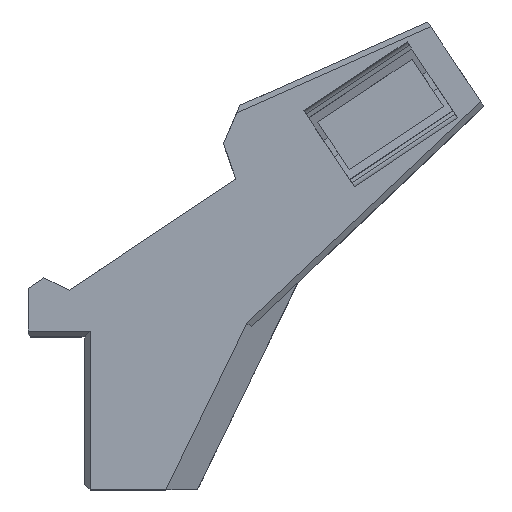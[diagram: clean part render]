
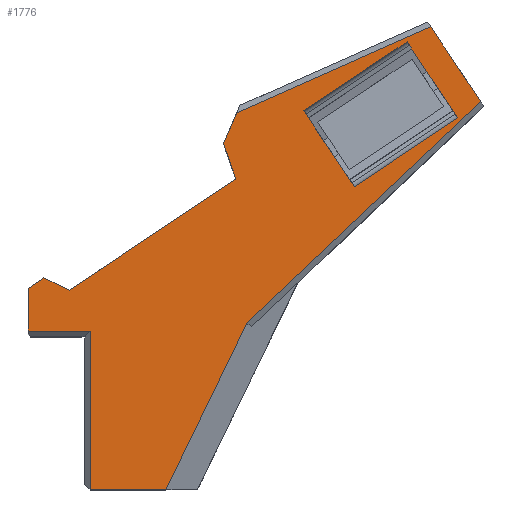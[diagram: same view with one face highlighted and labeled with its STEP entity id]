
A CAD part, top view. The second image highlights one B-rep face of the part: STEP entity #1776.
In plain terms, the highlighted planar face has unit normal (0, 0, 1).
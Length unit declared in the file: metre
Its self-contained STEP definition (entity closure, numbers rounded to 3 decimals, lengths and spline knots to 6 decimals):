
#91=ORIENTED_EDGE('',*,*,#587,.T.);
#92=ORIENTED_EDGE('',*,*,#588,.T.);
#93=ORIENTED_EDGE('',*,*,#589,.F.);
#94=ORIENTED_EDGE('',*,*,#590,.F.);
#95=ORIENTED_EDGE('',*,*,#591,.T.);
#96=ORIENTED_EDGE('',*,*,#592,.F.);
#97=ORIENTED_EDGE('',*,*,#593,.F.);
#98=ORIENTED_EDGE('',*,*,#594,.T.);
#99=ORIENTED_EDGE('',*,*,#595,.F.);
#100=ORIENTED_EDGE('',*,*,#596,.F.);
#101=ORIENTED_EDGE('',*,*,#597,.F.);
#102=ORIENTED_EDGE('',*,*,#598,.T.);
#103=ORIENTED_EDGE('',*,*,#599,.F.);
#104=ORIENTED_EDGE('',*,*,#600,.T.);
#105=ORIENTED_EDGE('',*,*,#601,.T.);
#106=ORIENTED_EDGE('',*,*,#602,.F.);
#107=ORIENTED_EDGE('',*,*,#603,.F.);
#587=EDGE_CURVE('',#835,#836,#1008,.T.);
#588=EDGE_CURVE('',#836,#837,#1009,.T.);
#589=EDGE_CURVE('',#838,#837,#1010,.T.);
#590=EDGE_CURVE('',#835,#838,#1011,.T.);
#591=EDGE_CURVE('',#839,#840,#1012,.T.);
#592=EDGE_CURVE('',#841,#840,#1013,.T.);
#593=EDGE_CURVE('',#842,#841,#1014,.T.);
#594=EDGE_CURVE('',#842,#843,#1015,.T.);
#595=EDGE_CURVE('',#844,#843,#1016,.T.);
#596=EDGE_CURVE('',#845,#844,#1017,.T.);
#597=EDGE_CURVE('',#846,#845,#1018,.F.);
#598=EDGE_CURVE('',#846,#847,#1019,.T.);
#599=EDGE_CURVE('',#848,#847,#1020,.F.);
#600=EDGE_CURVE('',#848,#849,#1021,.T.);
#601=EDGE_CURVE('',#849,#850,#1022,.T.);
#602=EDGE_CURVE('',#851,#850,#1023,.T.);
#603=EDGE_CURVE('',#839,#851,#1024,.T.);
#835=VERTEX_POINT('',#2552);
#836=VERTEX_POINT('',#2553);
#837=VERTEX_POINT('',#2555);
#838=VERTEX_POINT('',#2557);
#839=VERTEX_POINT('',#2560);
#840=VERTEX_POINT('',#2561);
#841=VERTEX_POINT('',#2563);
#842=VERTEX_POINT('',#2565);
#843=VERTEX_POINT('',#2567);
#844=VERTEX_POINT('',#2569);
#845=VERTEX_POINT('',#2571);
#846=VERTEX_POINT('',#2573);
#847=VERTEX_POINT('',#2575);
#848=VERTEX_POINT('',#2577);
#849=VERTEX_POINT('',#2579);
#850=VERTEX_POINT('',#2581);
#851=VERTEX_POINT('',#2583);
#1008=LINE('',#2551,#1220);
#1009=LINE('',#2554,#1221);
#1010=LINE('',#2556,#1222);
#1011=LINE('',#2558,#1223);
#1012=LINE('',#2559,#1224);
#1013=LINE('',#2562,#1225);
#1014=LINE('',#2564,#1226);
#1015=LINE('',#2566,#1227);
#1016=LINE('',#2568,#1228);
#1017=LINE('',#2570,#1229);
#1018=LINE('',#2572,#1230);
#1019=LINE('',#2574,#1231);
#1020=LINE('',#2576,#1232);
#1021=LINE('',#2578,#1233);
#1022=LINE('',#2580,#1234);
#1023=LINE('',#2582,#1235);
#1024=LINE('',#2584,#1236);
#1220=VECTOR('',#2049,1.);
#1221=VECTOR('',#2050,1.);
#1222=VECTOR('',#2051,1.);
#1223=VECTOR('',#2052,1.);
#1224=VECTOR('',#2053,1.);
#1225=VECTOR('',#2054,1.);
#1226=VECTOR('',#2055,1.);
#1227=VECTOR('',#2056,1.);
#1228=VECTOR('',#2057,1.);
#1229=VECTOR('',#2058,1.);
#1230=VECTOR('',#2059,1.);
#1231=VECTOR('',#2060,1.);
#1232=VECTOR('',#2061,1.);
#1233=VECTOR('',#2062,1.);
#1234=VECTOR('',#2063,1.);
#1235=VECTOR('',#2064,1.);
#1236=VECTOR('',#2065,1.);
#1415=EDGE_LOOP('',(#91,#92,#93,#94));
#1416=EDGE_LOOP('',(#95,#96,#97,#98,#99,#100,#101,#102,#103,#104,#105,#106,
#107));
#1554=FACE_BOUND('',#1415,.T.);
#1555=FACE_BOUND('',#1416,.T.);
#1692=PLANE('',#1889);
#1776=ADVANCED_FACE('',(#1554,#1555),#1692,.T.);
#1889=AXIS2_PLACEMENT_3D('',#2550,#2047,#2048);
#2047=DIRECTION('',(0.,0.,1.));
#2048=DIRECTION('',(-1.,0.,0.));
#2049=DIRECTION('',(0.832,0.555,0.));
#2050=DIRECTION('',(0.555,-0.832,0.));
#2051=DIRECTION('',(0.832,0.555,0.));
#2052=DIRECTION('',(0.555,-0.832,0.));
#2053=DIRECTION('',(1.,0.,0.));
#2054=DIRECTION('',(-0.437,-0.899,0.));
#2055=DIRECTION('',(-0.726,-0.687,0.));
#2056=DIRECTION('',(-0.555,0.832,0.));
#2057=DIRECTION('',(0.914,0.406,0.));
#2058=DIRECTION('',(0.397,0.918,0.));
#2059=DIRECTION('',(0.33,-0.944,0.));
#2060=DIRECTION('',(-0.832,-0.555,0.));
#2061=DIRECTION('',(-0.904,0.428,0.));
#2062=DIRECTION('',(-0.832,-0.555,0.));
#2063=DIRECTION('',(0.,-1.,0.));
#2064=DIRECTION('',(-1.,0.,0.));
#2065=DIRECTION('',(0.,1.,0.));
#2550=CARTESIAN_POINT('',(-0.10175,-0.02075,0.042));
#2551=CARTESIAN_POINT('',(-0.168139,-0.175372,0.042));
#2552=CARTESIAN_POINT('',(-0.168139,-0.175372,0.042));
#2553=CARTESIAN_POINT('',(-0.149834,-0.163168,0.042));
#2554=CARTESIAN_POINT('',(-0.145347,-0.169898,0.042));
#2555=CARTESIAN_POINT('',(-0.140861,-0.176628,0.042));
#2556=CARTESIAN_POINT('',(-0.159166,-0.188832,0.042));
#2557=CARTESIAN_POINT('',(-0.159166,-0.188832,0.042));
#2558=CARTESIAN_POINT('',(-0.163653,-0.182102,0.042));
#2559=CARTESIAN_POINT('',(-0.197,-0.2425,0.042));
#2560=CARTESIAN_POINT('',(-0.206,-0.2425,0.042));
#2561=CARTESIAN_POINT('',(-0.192559,-0.2425,0.042));
#2562=CARTESIAN_POINT('',(-0.191497,-0.240315,0.042));
#2563=CARTESIAN_POINT('',(-0.178235,-0.213024,0.042));
#2564=CARTESIAN_POINT('',(-0.180161,-0.214847,0.042));
#2565=CARTESIAN_POINT('',(-0.136758,-0.173769,0.042));
#2566=CARTESIAN_POINT('',(-0.141187,-0.167125,0.042));
#2567=CARTESIAN_POINT('',(-0.145617,-0.160481,0.042));
#2568=CARTESIAN_POINT('',(-0.057133,-0.121164,0.042));
#2569=CARTESIAN_POINT('',(-0.180031,-0.175772,0.042));
#2570=CARTESIAN_POINT('',(-0.111209,-0.016659,0.042));
#2571=CARTESIAN_POINT('',(-0.182365,-0.181168,0.042));
#2572=CARTESIAN_POINT('',(-0.22355,-0.063313,0.042));
#2573=CARTESIAN_POINT('',(-0.180158,-0.187483,0.042));
#2574=CARTESIAN_POINT('',(-0.195172,-0.197492,0.042));
#2575=CARTESIAN_POINT('',(-0.209655,-0.207148,0.042));
#2576=CARTESIAN_POINT('',(-0.193638,-0.214735,0.042));
#2577=CARTESIAN_POINT('',(-0.21421,-0.20499,0.042));
#2578=CARTESIAN_POINT('',(-0.214357,-0.205088,0.042));
#2579=CARTESIAN_POINT('',(-0.217,-0.20685,0.042));
#2580=CARTESIAN_POINT('',(-0.217,-0.211175,0.042));
#2581=CARTESIAN_POINT('',(-0.217,-0.2144,0.042));
#2582=CARTESIAN_POINT('',(-0.10175,-0.2144,0.042));
#2583=CARTESIAN_POINT('',(-0.206,-0.2144,0.042));
#2584=CARTESIAN_POINT('',(-0.206,-0.02075,0.042));
